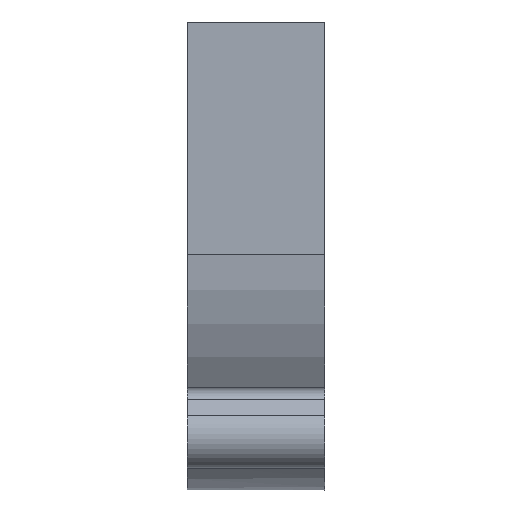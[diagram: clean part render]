
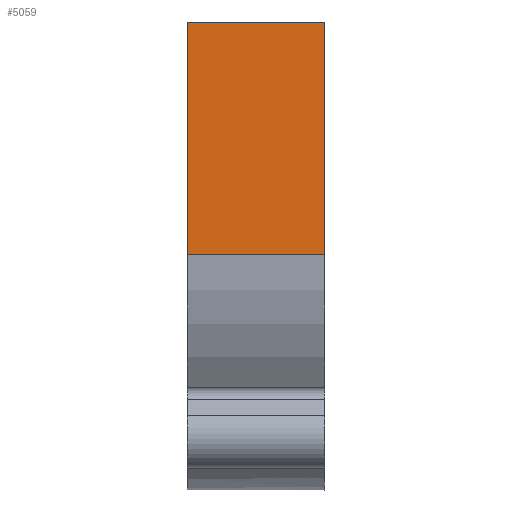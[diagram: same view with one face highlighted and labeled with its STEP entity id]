
A CAD part, left-side view. The second image highlights one B-rep face of the part: STEP entity #5059.
In plain terms, the highlighted planar face has unit normal (-1, 0, 0).
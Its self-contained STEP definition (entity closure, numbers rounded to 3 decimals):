
#149=PLANE('',#5445);
#286=FACE_OUTER_BOUND('',#607,.T.);
#607=EDGE_LOOP('',(#3457,#3458,#3459,#3460));
#902=LINE('',#7910,#1208);
#957=LINE('',#8127,#1263);
#979=LINE('',#8207,#1285);
#980=LINE('',#8209,#1286);
#1208=VECTOR('',#6120,1000.);
#1263=VECTOR('',#6283,1000.);
#1285=VECTOR('',#6351,1000.);
#1286=VECTOR('',#6354,1000.);
#1954=VERTEX_POINT('',#7907);
#1955=VERTEX_POINT('',#7909);
#2037=VERTEX_POINT('',#8124);
#2038=VERTEX_POINT('',#8126);
#2472=EDGE_CURVE('',#1954,#1955,#902,.T.);
#2569=EDGE_CURVE('',#2038,#2037,#957,.T.);
#2611=EDGE_CURVE('',#2038,#1954,#979,.T.);
#2612=EDGE_CURVE('',#1955,#2037,#980,.T.);
#3457=ORIENTED_EDGE('',*,*,#2611,.F.);
#3458=ORIENTED_EDGE('',*,*,#2569,.T.);
#3459=ORIENTED_EDGE('',*,*,#2612,.F.);
#3460=ORIENTED_EDGE('',*,*,#2472,.F.);
#5059=ADVANCED_FACE('',(#286),#149,.F.);
#5445=AXIS2_PLACEMENT_3D('',#8208,#6352,#6353);
#6120=DIRECTION('',(0.,0.,1.));
#6283=DIRECTION('',(0.,0.,1.));
#6351=DIRECTION('',(0.,1.,0.));
#6352=DIRECTION('center_axis',(1.,0.,0.));
#6353=DIRECTION('ref_axis',(0.,0.,-1.));
#6354=DIRECTION('',(0.,-1.,0.));
#7907=CARTESIAN_POINT('',(-27.5,15.,0.));
#7909=CARTESIAN_POINT('',(-27.5,15.,25.4));
#7910=CARTESIAN_POINT('',(-27.5,15.,25.4));
#8124=CARTESIAN_POINT('',(-27.5,0.,25.4));
#8126=CARTESIAN_POINT('',(-27.5,0.,0.));
#8127=CARTESIAN_POINT('',(-27.5,0.,25.4));
#8207=CARTESIAN_POINT('',(-27.5,7.,0.));
#8208=CARTESIAN_POINT('Origin',(-27.5,8.,25.4));
#8209=CARTESIAN_POINT('',(-27.5,8.,25.4));
